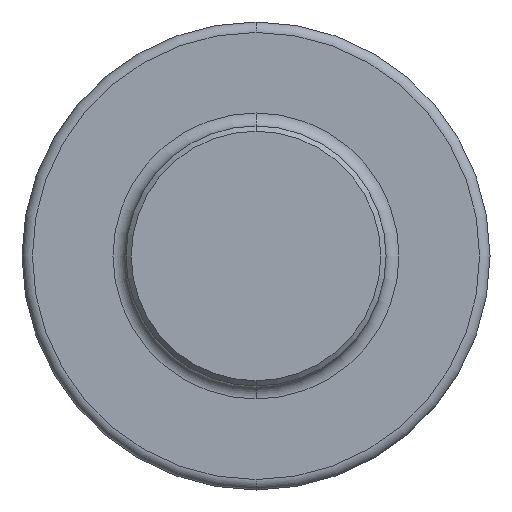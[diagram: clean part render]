
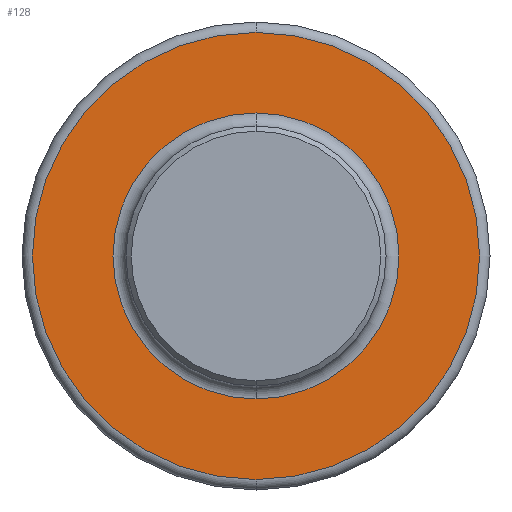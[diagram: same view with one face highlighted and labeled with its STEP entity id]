
A CAD part, front view. The second image highlights one B-rep face of the part: STEP entity #128.
In plain terms, the highlighted planar face has unit normal (0, -1, 0).
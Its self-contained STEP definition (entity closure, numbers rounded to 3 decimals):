
#6 = CARTESIAN_POINT ( 'NONE',  ( 0., 0., 0. ) ) ;
#71 = EDGE_CURVE ( 'NONE', #160, #383, #75, .T. ) ;
#75 = CIRCLE ( 'NONE', #341, 2.75 ) ;
#92 = DIRECTION ( 'NONE',  ( 0., 0., 1. ) ) ;
#128 = ADVANCED_FACE ( 'NONE', ( #223, #659 ), #457, .F. ) ;
#142 = DIRECTION ( 'NONE',  ( 0., 1., 0. ) ) ;
#156 = EDGE_LOOP ( 'NONE', ( #222, #704 ) ) ;
#160 = VERTEX_POINT ( 'NONE', #498 ) ;
#167 = CARTESIAN_POINT ( 'NONE',  ( 0., 0., 0. ) ) ;
#187 = AXIS2_PLACEMENT_3D ( 'NONE', #279, #656, #505 ) ;
#203 = VERTEX_POINT ( 'NONE', #564 ) ;
#206 = DIRECTION ( 'NONE',  ( 0., -1., 0. ) ) ;
#218 = CIRCLE ( 'NONE', #623, 2.75 ) ;
#222 = ORIENTED_EDGE ( 'NONE', *, *, #71, .T. ) ;
#223 = FACE_BOUND ( 'NONE', #156, .T. ) ;
#267 = CIRCLE ( 'NONE', #620, 4.3 ) ;
#275 = CARTESIAN_POINT ( 'NONE',  ( 0., 0., -2.75 ) ) ;
#279 = CARTESIAN_POINT ( 'NONE',  ( 0., 0., 0. ) ) ;
#289 = EDGE_CURVE ( 'NONE', #383, #160, #218, .T. ) ;
#297 = DIRECTION ( 'NONE',  ( 0., -1., 0. ) ) ;
#307 = CARTESIAN_POINT ( 'NONE',  ( 0., 0., 0. ) ) ;
#340 = CARTESIAN_POINT ( 'NONE',  ( 0., 0., 0. ) ) ;
#341 = AXIS2_PLACEMENT_3D ( 'NONE', #307, #142, #535 ) ;
#352 = DIRECTION ( 'NONE',  ( 0., 1., 0. ) ) ;
#383 = VERTEX_POINT ( 'NONE', #275 ) ;
#423 = EDGE_LOOP ( 'NONE', ( #504, #551 ) ) ;
#457 = PLANE ( 'NONE',  #187 ) ;
#492 = CIRCLE ( 'NONE', #661, 4.3 ) ;
#498 = CARTESIAN_POINT ( 'NONE',  ( 0., 0., 2.75 ) ) ;
#504 = ORIENTED_EDGE ( 'NONE', *, *, #696, .T. ) ;
#505 = DIRECTION ( 'NONE',  ( 0., 0., 1. ) ) ;
#535 = DIRECTION ( 'NONE',  ( 0., 0., 1. ) ) ;
#546 = DIRECTION ( 'NONE',  ( 0., 0., 1. ) ) ;
#548 = VERTEX_POINT ( 'NONE', #706 ) ;
#550 = EDGE_CURVE ( 'NONE', #203, #548, #267, .T. ) ;
#551 = ORIENTED_EDGE ( 'NONE', *, *, #550, .T. ) ;
#564 = CARTESIAN_POINT ( 'NONE',  ( 0., 0., -4.3 ) ) ;
#615 = DIRECTION ( 'NONE',  ( 0., 0., 1. ) ) ;
#620 = AXIS2_PLACEMENT_3D ( 'NONE', #167, #206, #546 ) ;
#623 = AXIS2_PLACEMENT_3D ( 'NONE', #340, #352, #615 ) ;
#656 = DIRECTION ( 'NONE',  ( 0., 1., 0. ) ) ;
#659 = FACE_OUTER_BOUND ( 'NONE', #423, .T. ) ;
#661 = AXIS2_PLACEMENT_3D ( 'NONE', #6, #297, #92 ) ;
#696 = EDGE_CURVE ( 'NONE', #548, #203, #492, .T. ) ;
#704 = ORIENTED_EDGE ( 'NONE', *, *, #289, .T. ) ;
#706 = CARTESIAN_POINT ( 'NONE',  ( 0., 0., 4.3 ) ) ;
